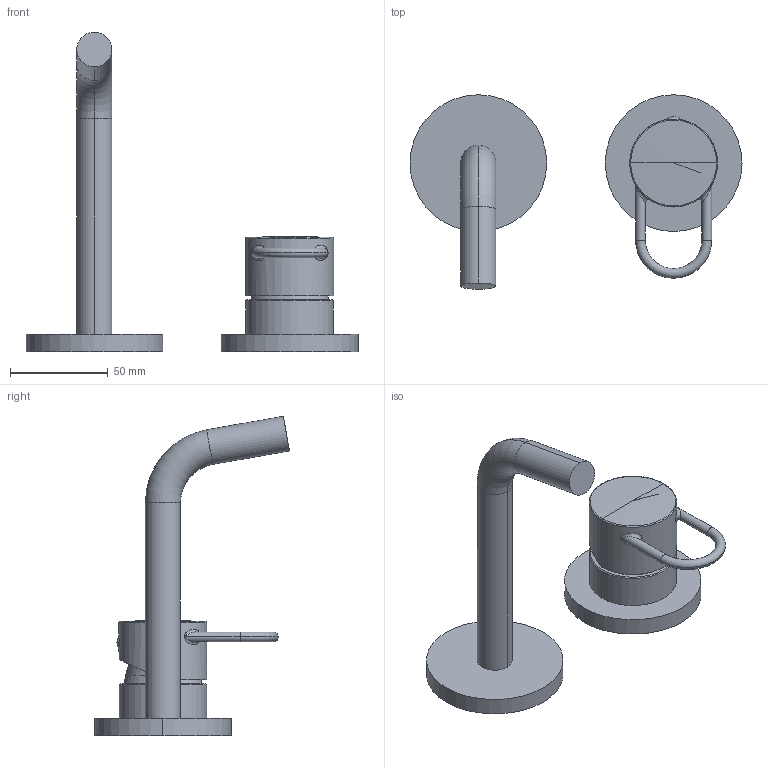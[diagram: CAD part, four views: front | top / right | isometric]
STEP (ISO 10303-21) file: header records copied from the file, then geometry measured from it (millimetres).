
FILE_DESCRIPTION((''),'2;1');
FILE_NAME('JK006CR70','2021-02-02T14:01:33',('ut3'),('PAFFONI SpA'),'CREO PARAMETRIC BY PTC INC, 2020044','CREO PARAMETRIC BY PTC INC, 2020044','');
FILE_SCHEMA(('CONFIG_CONTROL_DESIGN','SHAPE_APPEARANCE_LAYERS_GROUPS'));
Length unit declared in the file: millimetre
Products named in the file (1): JK006CR70
Bounding box: 170 x 99.78 x 163.58 mm (x, y, z)
Volume: 144641.4 mm3; surface area: 50292.3 mm2
Topology: 3 solids, 3 shells, 123 faces, 279 edges, 168 vertices
Faces by surface type: cylinder 42, plane 40, cone 21, torus 12, bspline 6, sphere 2
Entity records: 5386 total; most frequent: CARTESIAN_POINT 1711, DIRECTION 596, ORIENTED_EDGE 550, EDGE_CURVE 275, AXIS2_PLACEMENT_3D 239, VERTEX_POINT 168, EDGE_LOOP 137, FACE_OUTER_BOUND 123
